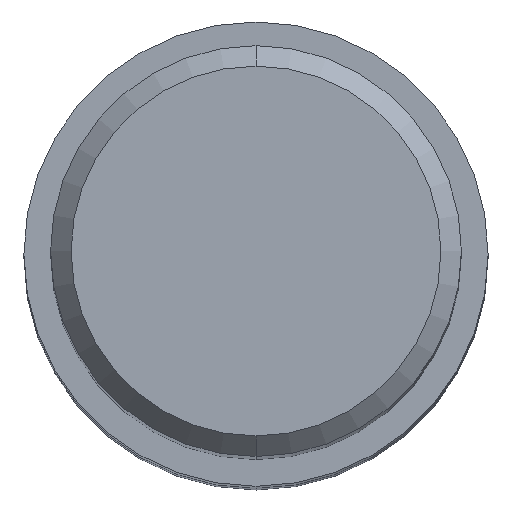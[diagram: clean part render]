
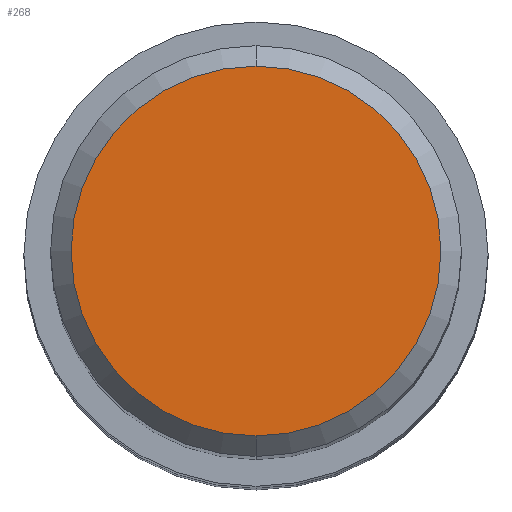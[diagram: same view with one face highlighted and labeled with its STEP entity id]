
A CAD part, top view. The second image highlights one B-rep face of the part: STEP entity #268.
In plain terms, the highlighted planar face has unit normal (0, 0, 1).
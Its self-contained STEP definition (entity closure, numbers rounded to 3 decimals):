
#212=EDGE_CURVE('',#312,#416,#507,.T.);
#262=EDGE_CURVE('',#416,#312,#559,.T.);
#268=ADVANCED_FACE('',(#567),#568,.T.);
#312=VERTEX_POINT('',#619);
#416=VERTEX_POINT('',#734);
#507=CIRCLE('',#918,4.5);
#559=CIRCLE('',#1052,4.5);
#567=FACE_OUTER_BOUND('',#1060,.T.);
#568=PLANE('',#1061);
#619=CARTESIAN_POINT('',(0.,-4.5,0.0));
#734=CARTESIAN_POINT('',(0.0,4.5,0.0));
#918=AXIS2_PLACEMENT_3D('',#1453,#1454,#1455);
#1052=AXIS2_PLACEMENT_3D('',#1501,#1502,#1503);
#1060=EDGE_LOOP('',(#1522,#1523));
#1061=AXIS2_PLACEMENT_3D('',#1524,#1525,#1526);
#1453=CARTESIAN_POINT('',(0.0,0.0,0.0));
#1454=DIRECTION('',(0.0,0.0,-1.0));
#1455=DIRECTION('',(0.0,1.0,0.0));
#1501=CARTESIAN_POINT('',(0.0,0.0,0.0));
#1502=DIRECTION('',(0.0,0.0,-1.0));
#1503=DIRECTION('',(0.0,1.0,0.0));
#1522=ORIENTED_EDGE('',*,*,#262,.F.);
#1523=ORIENTED_EDGE('',*,*,#212,.F.);
#1524=CARTESIAN_POINT('',(0.0,2.25,0.0));
#1525=DIRECTION('',(-0.0,0.0,1.0));
#1526=DIRECTION('',(0.0,-1.0,0.0));
